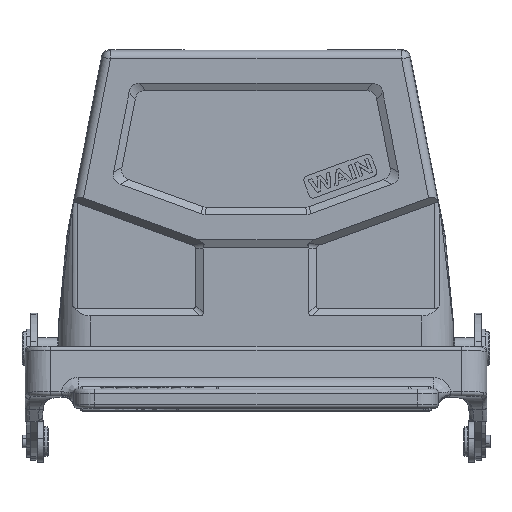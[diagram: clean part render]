
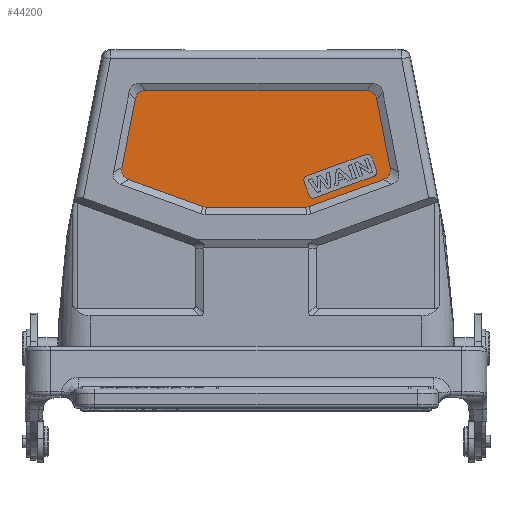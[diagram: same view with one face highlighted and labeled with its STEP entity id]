
A CAD part, top view. The second image highlights one B-rep face of the part: STEP entity #44200.
In plain terms, the highlighted planar face has unit normal (0, 0, 1).
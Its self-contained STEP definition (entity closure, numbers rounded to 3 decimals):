
#14465=DIRECTION('',(0.94,0.342,0.));
#14466=VECTOR('',#14465,18.628);
#14467=CARTESIAN_POINT('',(12.609,6.883,21.5));
#14468=LINE('',#14467,#14466);
#14478=CARTESIAN_POINT('',(11.754,6.732,21.5));
#14479=CARTESIAN_POINT('',(12.048,6.732,21.5));
#14480=CARTESIAN_POINT('',(12.333,6.782,21.5));
#14481=CARTESIAN_POINT('',(12.609,6.883,21.5));
#14487=DIRECTION('',(1.,0.,0.));
#14488=VECTOR('',#14487,23.508);
#14489=CARTESIAN_POINT('',(-11.754,6.732,21.5));
#14490=LINE('',#14489,#14488);
#14500=CARTESIAN_POINT('',(-12.609,6.883,21.5));
#14501=CARTESIAN_POINT('',(-12.333,6.782,21.5));
#14502=CARTESIAN_POINT('',(-12.048,6.732,21.5));
#14503=CARTESIAN_POINT('',(-11.754,6.732,21.5));
#14509=DIRECTION('',(0.94,-0.342,0.));
#14510=VECTOR('',#14509,18.628);
#14511=CARTESIAN_POINT('',(-30.113,13.254,21.5));
#14512=LINE('',#14511,#14510);
#14521=DIRECTION('',(-0.191,-0.982,
0.));
#14522=VECTOR('',#14521,16.467);
#14523=CARTESIAN_POINT('',(-28.57,32.245,21.5));
#14524=LINE('',#14523,#14522);
#14535=CARTESIAN_POINT('',(-26.116,34.268,21.5));
#14536=CARTESIAN_POINT('',(-26.803,34.268,21.5));
#14537=CARTESIAN_POINT('',(-27.877,33.904,21.5));
#14538=CARTESIAN_POINT('',(-28.439,32.919,21.5));
#14539=CARTESIAN_POINT('',(-28.57,32.245,21.5));
#14541=DIRECTION('',(-1.,0.,0.));
#14542=VECTOR('',#14541,52.232);
#14543=CARTESIAN_POINT('',(26.116,34.268,21.5));
#14544=LINE('',#14543,#14542);
#14553=CARTESIAN_POINT('',(31.712,16.08,21.5));
#14554=CARTESIAN_POINT('',(31.848,15.381,21.5));
#14555=CARTESIAN_POINT('',(31.684,14.231,21.5));
#14556=CARTESIAN_POINT('',(30.782,13.497,21.5));
#14557=CARTESIAN_POINT('',(30.113,13.254,21.5));
#14559=CARTESIAN_POINT('',(-30.113,13.254,21.5));
#14560=CARTESIAN_POINT('',(-30.782,13.497,21.5));
#14561=CARTESIAN_POINT('',(-31.684,14.231,21.5));
#14562=CARTESIAN_POINT('',(-31.848,15.381,21.5));
#14563=CARTESIAN_POINT('',(-31.712,16.08,21.5));
#14565=DIRECTION('',(0.342,-0.94,0.));
#14566=VECTOR('',#14565,3.5);
#14567=CARTESIAN_POINT('',(11.364,12.815,21.5));
#14568=LINE('',#14567,#14566);
#14569=CARTESIAN_POINT('',(13.501,9.868,21.5));
#14570=DIRECTION('',(0.,0.,1.));
#14571=DIRECTION('',(-0.94,-0.342,0.));
#14572=AXIS2_PLACEMENT_3D('',#14569,#14570,#14571);
#14574=DIRECTION('',(0.94,0.342,0.));
#14575=VECTOR('',#14574,15.);
#14576=CARTESIAN_POINT('',(13.843,8.928,21.5));
#14577=LINE('',#14576,#14575);
#14578=CARTESIAN_POINT('',(27.597,14.998,21.5));
#14579=DIRECTION('',(0.,0.,1.));
#14580=DIRECTION('',(0.342,-0.94,0.));
#14581=AXIS2_PLACEMENT_3D('',#14578,#14579,#14580);
#14583=CARTESIAN_POINT('',(27.597,14.998,21.5));
#14584=DIRECTION('',(0.,0.,1.));
#14585=DIRECTION('',(1.,0.,0.));
#14586=AXIS2_PLACEMENT_3D('',#14583,#14584,#14585);
#14588=DIRECTION('',(-0.342,0.94,0.));
#14589=VECTOR('',#14588,3.5);
#14590=CARTESIAN_POINT('',(28.536,15.34,21.5));
#14591=LINE('',#14590,#14589);
#14592=CARTESIAN_POINT('',(26.4,18.287,21.5));
#14593=DIRECTION('',(0.,0.,1.));
#14594=DIRECTION('',(0.94,0.342,0.));
#14595=AXIS2_PLACEMENT_3D('',#14592,#14593,#14594);
#14597=DIRECTION('',(-0.94,-0.342,0.));
#14598=VECTOR('',#14597,15.);
#14599=CARTESIAN_POINT('',(26.058,19.227,21.5));
#14600=LINE('',#14599,#14598);
#14601=CARTESIAN_POINT('',(12.304,13.157,21.5));
#14602=DIRECTION('',(0.,0.,1.));
#14603=DIRECTION('',(-0.342,0.94,0.));
#14604=AXIS2_PLACEMENT_3D('',#14601,#14602,#14603);
#14606=CARTESIAN_POINT('',(12.304,13.157,21.5));
#14607=DIRECTION('',(0.,0.,1.));
#14608=DIRECTION('',(-1.,0.,0.));
#14609=AXIS2_PLACEMENT_3D('',#14606,#14607,#14608);
#14615=DIRECTION('',(-0.191,0.982,0.));
#14616=VECTOR('',#14615,16.467);
#14617=CARTESIAN_POINT('',(31.712,16.08,21.5));
#14618=LINE('',#14617,#14616);
#14629=CARTESIAN_POINT('',(28.57,32.245,21.5));
#14630=CARTESIAN_POINT('',(28.439,32.919,21.5));
#14631=CARTESIAN_POINT('',(27.877,33.904,21.5));
#14632=CARTESIAN_POINT('',(26.803,34.268,21.5));
#14633=CARTESIAN_POINT('',(26.116,34.268,21.5));
#16127=CARTESIAN_POINT('',(12.609,6.883,21.5));
#16128=VERTEX_POINT('',#16127);
#16129=CARTESIAN_POINT('',(30.113,13.254,21.5));
#16130=VERTEX_POINT('',#16129);
#16131=CARTESIAN_POINT('',(11.754,6.732,21.5));
#16132=VERTEX_POINT('',#16131);
#16133=CARTESIAN_POINT('',(-11.754,6.732,21.5));
#16134=VERTEX_POINT('',#16133);
#16135=CARTESIAN_POINT('',(-12.609,6.883,21.5));
#16136=VERTEX_POINT('',#16135);
#16137=CARTESIAN_POINT('',(-30.113,13.254,21.5));
#16138=VERTEX_POINT('',#16137);
#16139=CARTESIAN_POINT('',(-31.712,16.08,21.5));
#16140=VERTEX_POINT('',#16139);
#16141=CARTESIAN_POINT('',(-28.57,32.245,21.5));
#16142=VERTEX_POINT('',#16141);
#16143=CARTESIAN_POINT('',(-26.116,34.268,21.5));
#16144=VERTEX_POINT('',#16143);
#16145=CARTESIAN_POINT('',(26.116,34.268,21.5));
#16146=VERTEX_POINT('',#16145);
#16147=CARTESIAN_POINT('',(31.712,16.08,21.5));
#16148=CARTESIAN_POINT('',(28.57,32.245,21.5));
#16149=VERTEX_POINT('',#16147);
#16150=VERTEX_POINT('',#16148);
#16151=CARTESIAN_POINT('',(11.364,12.815,21.5));
#16152=CARTESIAN_POINT('',(12.562,9.526,21.5));
#16153=VERTEX_POINT('',#16151);
#16154=VERTEX_POINT('',#16152);
#16155=CARTESIAN_POINT('',(13.843,8.928,21.5));
#16156=VERTEX_POINT('',#16155);
#16157=CARTESIAN_POINT('',(27.939,14.059,21.5));
#16158=VERTEX_POINT('',#16157);
#16159=CARTESIAN_POINT('',(28.597,14.998,21.5));
#16160=VERTEX_POINT('',#16159);
#16161=CARTESIAN_POINT('',(28.536,15.34,21.5));
#16162=VERTEX_POINT('',#16161);
#16163=CARTESIAN_POINT('',(27.339,18.629,21.5));
#16164=VERTEX_POINT('',#16163);
#16165=CARTESIAN_POINT('',(26.058,19.227,21.5));
#16166=VERTEX_POINT('',#16165);
#16167=CARTESIAN_POINT('',(11.962,14.097,21.5));
#16168=VERTEX_POINT('',#16167);
#16169=CARTESIAN_POINT('',(11.304,13.157,21.5));
#16170=VERTEX_POINT('',#16169);
#44156=CARTESIAN_POINT('',(-34.102,12.862,21.5));
#44157=DIRECTION('',(0.,0.,-1.));
#44158=DIRECTION('',(-1.,0.,0.));
#44159=AXIS2_PLACEMENT_3D('',#44156,#44157,#44158);
#44160=PLANE('',#44159);
#44162=ORIENTED_EDGE('',*,*,#44161,.F.);
#44164=ORIENTED_EDGE('',*,*,#44163,.T.);
#44165=ORIENTED_EDGE('',*,*,#44037,.F.);
#44166=ORIENTED_EDGE('',*,*,#44052,.F.);
#44167=ORIENTED_EDGE('',*,*,#44066,.F.);
#44168=ORIENTED_EDGE('',*,*,#44080,.F.);
#44169=ORIENTED_EDGE('',*,*,#44094,.F.);
#44170=ORIENTED_EDGE('',*,*,#44108,.T.);
#44171=ORIENTED_EDGE('',*,*,#44122,.F.);
#44172=ORIENTED_EDGE('',*,*,#44136,.F.);
#44173=ORIENTED_EDGE('',*,*,#44147,.F.);
#44175=ORIENTED_EDGE('',*,*,#44174,.F.);
#44176=EDGE_LOOP('',(#44162,#44164,#44165,#44166,#44167,#44168,#44169,#44170,
#44171,#44172,#44173,#44175));
#44177=FACE_OUTER_BOUND('',#44176,.F.);
#44179=ORIENTED_EDGE('',*,*,#44178,.T.);
#44181=ORIENTED_EDGE('',*,*,#44180,.T.);
#44183=ORIENTED_EDGE('',*,*,#44182,.T.);
#44185=ORIENTED_EDGE('',*,*,#44184,.T.);
#44187=ORIENTED_EDGE('',*,*,#44186,.T.);
#44189=ORIENTED_EDGE('',*,*,#44188,.T.);
#44191=ORIENTED_EDGE('',*,*,#44190,.T.);
#44193=ORIENTED_EDGE('',*,*,#44192,.T.);
#44195=ORIENTED_EDGE('',*,*,#44194,.T.);
#44197=ORIENTED_EDGE('',*,*,#44196,.T.);
#44198=EDGE_LOOP('',(#44179,#44181,#44183,#44185,#44187,#44189,#44191,#44193,
#44195,#44197));
#44199=FACE_BOUND('',#44198,.F.);
#44200=ADVANCED_FACE('',(#44177,#44199),#44160,.F.);
#14482=B_SPLINE_CURVE_WITH_KNOTS('',3,(#14478,#14479,#14480,#14481),
.UNSPECIFIED.,.F.,.F.,(4,4),(0.,1.),.UNSPECIFIED.);
#14504=B_SPLINE_CURVE_WITH_KNOTS('',3,(#14500,#14501,#14502,#14503),
.UNSPECIFIED.,.F.,.F.,(4,4),(0.,1.),.UNSPECIFIED.);
#14540=B_SPLINE_CURVE_WITH_KNOTS('',3,(#14535,#14536,#14537,#14538,#14539),
.UNSPECIFIED.,.F.,.F.,(4,1,4),(0.,0.5,1.),.UNSPECIFIED.);
#14558=B_SPLINE_CURVE_WITH_KNOTS('',3,(#14553,#14554,#14555,#14556,#14557),
.UNSPECIFIED.,.F.,.F.,(4,1,4),(0.,0.5,1.),.UNSPECIFIED.);
#14564=B_SPLINE_CURVE_WITH_KNOTS('',3,(#14559,#14560,#14561,#14562,#14563),
.UNSPECIFIED.,.F.,.F.,(4,1,4),(0.,0.5,1.),.UNSPECIFIED.);
#14573=CIRCLE('',#14572,1.);
#14582=CIRCLE('',#14581,1.);
#14587=CIRCLE('',#14586,1.);
#14596=CIRCLE('',#14595,1.);
#14605=CIRCLE('',#14604,1.);
#14610=CIRCLE('',#14609,1.);
#14634=B_SPLINE_CURVE_WITH_KNOTS('',3,(#14629,#14630,#14631,#14632,#14633),
.UNSPECIFIED.,.F.,.F.,(4,1,4),(0.,0.5,1.),.UNSPECIFIED.);
#44037=EDGE_CURVE('',#16128,#16130,#14468,.T.);
#44052=EDGE_CURVE('',#16132,#16128,#14482,.T.);
#44066=EDGE_CURVE('',#16134,#16132,#14490,.T.);
#44080=EDGE_CURVE('',#16136,#16134,#14504,.T.);
#44094=EDGE_CURVE('',#16138,#16136,#14512,.T.);
#44108=EDGE_CURVE('',#16138,#16140,#14564,.T.);
#44122=EDGE_CURVE('',#16142,#16140,#14524,.T.);
#44136=EDGE_CURVE('',#16144,#16142,#14540,.T.);
#44147=EDGE_CURVE('',#16146,#16144,#14544,.T.);
#44161=EDGE_CURVE('',#16149,#16150,#14618,.T.);
#44163=EDGE_CURVE('',#16149,#16130,#14558,.T.);
#44174=EDGE_CURVE('',#16150,#16146,#14634,.T.);
#44178=EDGE_CURVE('',#16153,#16154,#14568,.T.);
#44180=EDGE_CURVE('',#16154,#16156,#14573,.T.);
#44182=EDGE_CURVE('',#16156,#16158,#14577,.T.);
#44184=EDGE_CURVE('',#16158,#16160,#14582,.T.);
#44186=EDGE_CURVE('',#16160,#16162,#14587,.T.);
#44188=EDGE_CURVE('',#16162,#16164,#14591,.T.);
#44190=EDGE_CURVE('',#16164,#16166,#14596,.T.);
#44192=EDGE_CURVE('',#16166,#16168,#14600,.T.);
#44194=EDGE_CURVE('',#16168,#16170,#14605,.T.);
#44196=EDGE_CURVE('',#16170,#16153,#14610,.T.);
